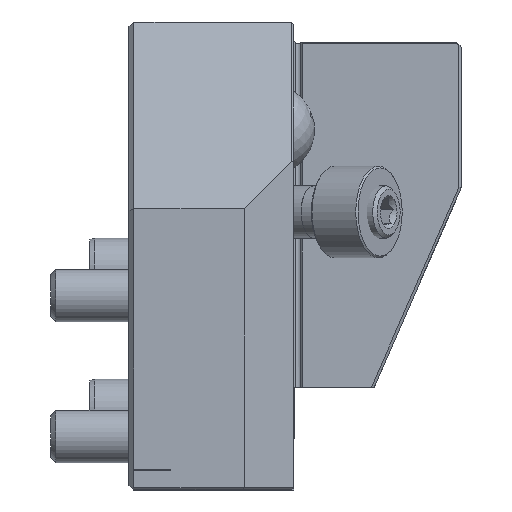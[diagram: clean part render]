
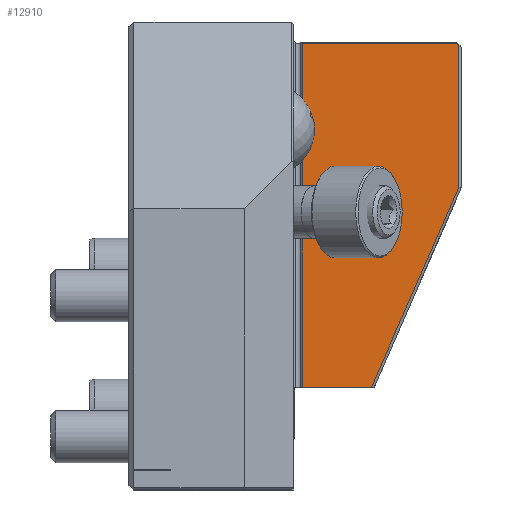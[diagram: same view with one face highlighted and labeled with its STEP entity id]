
A CAD part, left-side view. The second image highlights one B-rep face of the part: STEP entity #12910.
In plain terms, the highlighted face is planar.
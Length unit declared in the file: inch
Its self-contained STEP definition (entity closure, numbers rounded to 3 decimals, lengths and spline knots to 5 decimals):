
#973=PLANE('',#13960);
#1760=FACE_OUTER_BOUND('',#2499,.T.);
#2499=EDGE_LOOP('',(#9793,#9794,#9795,#9796,#9797,#9798));
#3472=LINE('',#18842,#4644);
#3481=LINE('',#18862,#4653);
#3502=LINE('',#18920,#4674);
#3576=LINE('',#19305,#4748);
#3577=LINE('',#19307,#4749);
#3579=LINE('',#19310,#4751);
#4644=VECTOR('',#15044,0.3937);
#4653=VECTOR('',#15061,0.3937);
#4674=VECTOR('',#15116,0.3937);
#4748=VECTOR('',#15370,0.3937);
#4749=VECTOR('',#15373,0.3937);
#4751=VECTOR('',#15377,0.3937);
#6218=VERTEX_POINT('',#18839);
#6219=VERTEX_POINT('',#18841);
#6226=VERTEX_POINT('',#18861);
#6245=VERTEX_POINT('',#18917);
#6246=VERTEX_POINT('',#18919);
#6331=VERTEX_POINT('',#19303);
#7529=EDGE_CURVE('',#6219,#6218,#3472,.T.);
#7539=EDGE_CURVE('',#6226,#6219,#3481,.T.);
#7567=EDGE_CURVE('',#6245,#6246,#3502,.T.);
#7699=EDGE_CURVE('',#6331,#6218,#3576,.T.);
#7700=EDGE_CURVE('',#6246,#6331,#3577,.T.);
#7702=EDGE_CURVE('',#6226,#6245,#3579,.T.);
#9793=ORIENTED_EDGE('',*,*,#7529,.T.);
#9794=ORIENTED_EDGE('',*,*,#7699,.F.);
#9795=ORIENTED_EDGE('',*,*,#7700,.F.);
#9796=ORIENTED_EDGE('',*,*,#7567,.F.);
#9797=ORIENTED_EDGE('',*,*,#7702,.F.);
#9798=ORIENTED_EDGE('',*,*,#7539,.T.);
#12910=ADVANCED_FACE('',(#1760),#973,.F.);
#13960=AXIS2_PLACEMENT_3D('',#19311,#15378,#15379);
#15044=DIRECTION('',(0.,1.,0.));
#15061=DIRECTION('',(0.,0.,-1.));
#15116=DIRECTION('',(0.,0.851,-0.525));
#15370=DIRECTION('',(0.,-0.401,-0.916));
#15373=DIRECTION('',(0.,0.,-1.));
#15377=DIRECTION('',(0.,1.,0.));
#15378=DIRECTION('center_axis',(-1.,0.,0.));
#15379=DIRECTION('ref_axis',(0.,0.,1.));
#18839=CARTESIAN_POINT('',(-0.741,1.46175,0.798));
#18841=CARTESIAN_POINT('',(-0.741,1.044,0.798));
#18842=CARTESIAN_POINT('',(-0.741,1.499,0.798));
#18861=CARTESIAN_POINT('',(-0.741,1.044,2.869));
#18862=CARTESIAN_POINT('',(-0.741,1.044,3.));
#18917=CARTESIAN_POINT('',(-0.741,1.974,2.869));
#18919=CARTESIAN_POINT('',(-0.741,1.989,2.85974));
#18920=CARTESIAN_POINT('',(-0.741,1.96053,2.87731));
#19303=CARTESIAN_POINT('',(-0.741,1.989,2.00314));
#19305=CARTESIAN_POINT('',(-0.741,1.95511,1.92568));
#19307=CARTESIAN_POINT('',(-0.741,1.989,1.5));
#19310=CARTESIAN_POINT('',(-0.741,1.2525,2.869));
#19311=CARTESIAN_POINT('Origin',(-0.741,2.004,3.));
